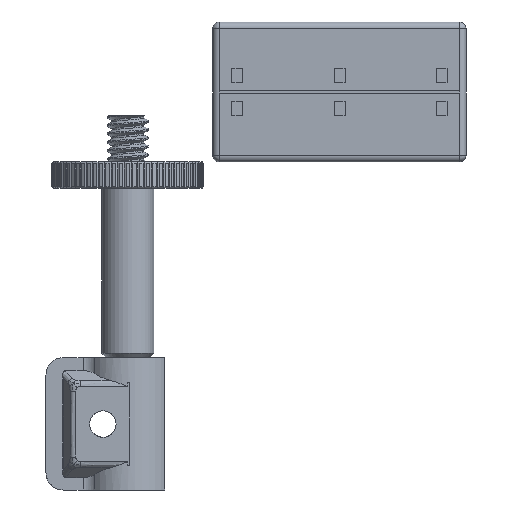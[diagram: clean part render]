
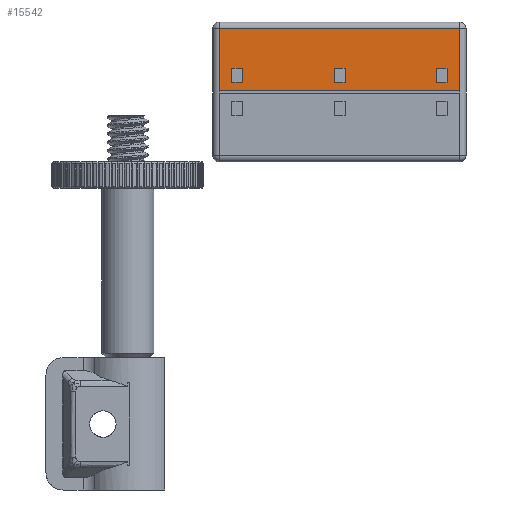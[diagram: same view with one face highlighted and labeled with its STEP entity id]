
A CAD part, left-side view. The second image highlights one B-rep face of the part: STEP entity #15542.
In plain terms, the highlighted planar face has unit normal (-1, 0, 0).
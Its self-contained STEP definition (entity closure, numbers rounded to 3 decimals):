
#1295=FACE_BOUND('',#2425,.T.);
#1296=FACE_BOUND('',#2426,.T.);
#1297=FACE_BOUND('',#2427,.T.);
#1526=FACE_OUTER_BOUND('',#2424,.T.);
#2424=EDGE_LOOP('',(#11035,#11036,#11037,#11038));
#2425=EDGE_LOOP('',(#11039,#11040,#11041,#11042));
#2426=EDGE_LOOP('',(#11043,#11044,#11045,#11046));
#2427=EDGE_LOOP('',(#11047,#11048,#11049,#11050));
#3641=LINE('',#22450,#5130);
#3661=LINE('',#22490,#5150);
#3662=LINE('',#22492,#5151);
#3663=LINE('',#22493,#5152);
#3664=LINE('',#22496,#5153);
#3665=LINE('',#22498,#5154);
#3666=LINE('',#22500,#5155);
#3667=LINE('',#22501,#5156);
#3668=LINE('',#22504,#5157);
#3669=LINE('',#22506,#5158);
#3670=LINE('',#22508,#5159);
#3671=LINE('',#22509,#5160);
#3672=LINE('',#22512,#5161);
#3673=LINE('',#22514,#5162);
#3674=LINE('',#22516,#5163);
#3675=LINE('',#22517,#5164);
#5130=VECTOR('',#18393,10.);
#5150=VECTOR('',#18421,10.);
#5151=VECTOR('',#18422,10.);
#5152=VECTOR('',#18423,10.);
#5153=VECTOR('',#18424,10.);
#5154=VECTOR('',#18425,10.);
#5155=VECTOR('',#18426,10.);
#5156=VECTOR('',#18427,10.);
#5157=VECTOR('',#18428,10.);
#5158=VECTOR('',#18429,10.);
#5159=VECTOR('',#18430,10.);
#5160=VECTOR('',#18431,10.);
#5161=VECTOR('',#18432,10.);
#5162=VECTOR('',#18433,10.);
#5163=VECTOR('',#18434,10.);
#5164=VECTOR('',#18435,10.);
#6471=VERTEX_POINT('',#22443);
#6473=VERTEX_POINT('',#22449);
#6489=VERTEX_POINT('',#22489);
#6490=VERTEX_POINT('',#22491);
#6491=VERTEX_POINT('',#22494);
#6492=VERTEX_POINT('',#22495);
#6493=VERTEX_POINT('',#22497);
#6494=VERTEX_POINT('',#22499);
#6495=VERTEX_POINT('',#22502);
#6496=VERTEX_POINT('',#22503);
#6497=VERTEX_POINT('',#22505);
#6498=VERTEX_POINT('',#22507);
#6499=VERTEX_POINT('',#22510);
#6500=VERTEX_POINT('',#22511);
#6501=VERTEX_POINT('',#22513);
#6502=VERTEX_POINT('',#22515);
#8188=EDGE_CURVE('',#6471,#6473,#3641,.T.);
#8208=EDGE_CURVE('',#6489,#6473,#3661,.T.);
#8209=EDGE_CURVE('',#6490,#6489,#3662,.T.);
#8210=EDGE_CURVE('',#6471,#6490,#3663,.T.);
#8211=EDGE_CURVE('',#6491,#6492,#3664,.T.);
#8212=EDGE_CURVE('',#6492,#6493,#3665,.T.);
#8213=EDGE_CURVE('',#6493,#6494,#3666,.T.);
#8214=EDGE_CURVE('',#6494,#6491,#3667,.T.);
#8215=EDGE_CURVE('',#6495,#6496,#3668,.T.);
#8216=EDGE_CURVE('',#6496,#6497,#3669,.T.);
#8217=EDGE_CURVE('',#6497,#6498,#3670,.T.);
#8218=EDGE_CURVE('',#6498,#6495,#3671,.T.);
#8219=EDGE_CURVE('',#6499,#6500,#3672,.T.);
#8220=EDGE_CURVE('',#6500,#6501,#3673,.T.);
#8221=EDGE_CURVE('',#6501,#6502,#3674,.T.);
#8222=EDGE_CURVE('',#6502,#6499,#3675,.T.);
#11035=ORIENTED_EDGE('',*,*,#8188,.T.);
#11036=ORIENTED_EDGE('',*,*,#8208,.F.);
#11037=ORIENTED_EDGE('',*,*,#8209,.F.);
#11038=ORIENTED_EDGE('',*,*,#8210,.F.);
#11039=ORIENTED_EDGE('',*,*,#8211,.T.);
#11040=ORIENTED_EDGE('',*,*,#8212,.T.);
#11041=ORIENTED_EDGE('',*,*,#8213,.T.);
#11042=ORIENTED_EDGE('',*,*,#8214,.T.);
#11043=ORIENTED_EDGE('',*,*,#8215,.T.);
#11044=ORIENTED_EDGE('',*,*,#8216,.T.);
#11045=ORIENTED_EDGE('',*,*,#8217,.T.);
#11046=ORIENTED_EDGE('',*,*,#8218,.T.);
#11047=ORIENTED_EDGE('',*,*,#8219,.T.);
#11048=ORIENTED_EDGE('',*,*,#8220,.T.);
#11049=ORIENTED_EDGE('',*,*,#8221,.T.);
#11050=ORIENTED_EDGE('',*,*,#8222,.T.);
#14905=PLANE('',#16491);
#15542=ADVANCED_FACE('',(#1526,#1295,#1296,#1297),#14905,.T.);
#16491=AXIS2_PLACEMENT_3D('',#22488,#18419,#18420);
#18393=DIRECTION('',(0.,-1.,0.));
#18419=DIRECTION('center_axis',(-1.,0.,0.));
#18420=DIRECTION('ref_axis',(0.,-1.,0.));
#18421=DIRECTION('',(0.,0.,-1.));
#18422=DIRECTION('',(0.,-1.,0.));
#18423=DIRECTION('',(0.,0.,1.));
#18424=DIRECTION('',(0.,0.,1.));
#18425=DIRECTION('',(0.,-1.,0.));
#18426=DIRECTION('',(0.,0.,-1.));
#18427=DIRECTION('',(0.,1.,0.));
#18428=DIRECTION('',(0.,0.,1.));
#18429=DIRECTION('',(0.,-1.,0.));
#18430=DIRECTION('',(0.,0.,-1.));
#18431=DIRECTION('',(0.,1.,0.));
#18432=DIRECTION('',(0.,1.,0.));
#18433=DIRECTION('',(0.,0.,1.));
#18434=DIRECTION('',(0.,-1.,0.));
#18435=DIRECTION('',(0.,0.,-1.));
#22443=CARTESIAN_POINT('',(-25.175,18.15,10.76));
#22449=CARTESIAN_POINT('',(-25.175,-18.15,10.76));
#22450=CARTESIAN_POINT('',(-25.175,0.5,10.76));
#22488=CARTESIAN_POINT('Origin',(-25.175,19.15,0.));
#22489=CARTESIAN_POINT('',(-25.175,-18.15,20.17));
#22490=CARTESIAN_POINT('',(-25.175,-18.15,0.));
#22491=CARTESIAN_POINT('',(-25.175,18.15,20.17));
#22492=CARTESIAN_POINT('',(-25.175,9.575,20.17));
#22493=CARTESIAN_POINT('',(-25.175,18.15,0.));
#22494=CARTESIAN_POINT('',(-25.175,0.778,12.088));
#22495=CARTESIAN_POINT('',(-25.175,0.778,14.21));
#22496=CARTESIAN_POINT('',(-25.175,0.778,7.105));
#22497=CARTESIAN_POINT('',(-25.175,-0.868,14.21));
#22498=CARTESIAN_POINT('',(-25.175,9.141,14.21));
#22499=CARTESIAN_POINT('',(-25.175,-0.868,12.088));
#22500=CARTESIAN_POINT('',(-25.175,-0.868,6.044));
#22501=CARTESIAN_POINT('',(-25.175,9.964,12.088));
#22502=CARTESIAN_POINT('',(-25.175,-14.635,12.088));
#22503=CARTESIAN_POINT('',(-25.175,-14.635,14.21));
#22504=CARTESIAN_POINT('',(-25.175,-14.635,7.105));
#22505=CARTESIAN_POINT('',(-25.175,-16.281,14.21));
#22506=CARTESIAN_POINT('',(-25.175,1.435,14.21));
#22507=CARTESIAN_POINT('',(-25.175,-16.281,12.088));
#22508=CARTESIAN_POINT('',(-25.175,-16.281,6.044));
#22509=CARTESIAN_POINT('',(-25.175,2.258,12.088));
#22510=CARTESIAN_POINT('',(-25.175,14.635,12.088));
#22511=CARTESIAN_POINT('',(-25.175,16.281,12.088));
#22512=CARTESIAN_POINT('',(-25.175,17.715,12.088));
#22513=CARTESIAN_POINT('',(-25.175,16.281,14.21));
#22514=CARTESIAN_POINT('',(-25.175,16.281,7.105));
#22515=CARTESIAN_POINT('',(-25.175,14.635,14.21));
#22516=CARTESIAN_POINT('',(-25.175,16.892,14.21));
#22517=CARTESIAN_POINT('',(-25.175,14.635,6.044));
